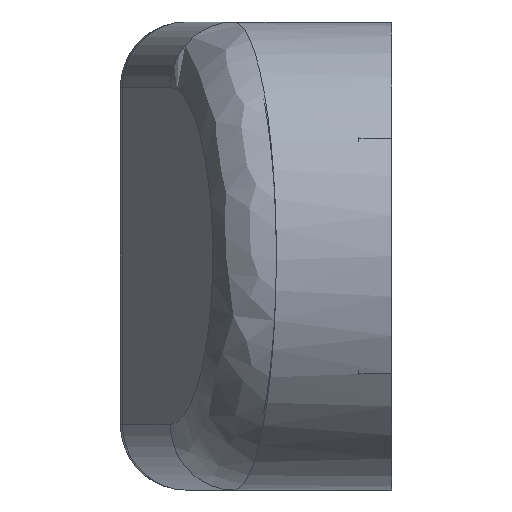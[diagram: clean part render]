
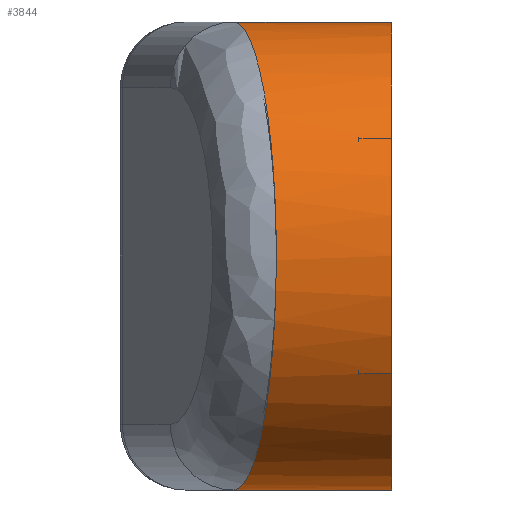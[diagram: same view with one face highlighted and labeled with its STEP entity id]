
A CAD part, left-side view. The second image highlights one B-rep face of the part: STEP entity #3844.
In plain terms, the highlighted cylindrical face has radius 35.7 mm (diameter 71.4 mm), a partial arc.
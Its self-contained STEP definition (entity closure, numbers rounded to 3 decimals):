
#5=DIRECTION('',(0.,1.,0.));
#6=VECTOR('',#5,24.083);
#7=CARTESIAN_POINT('',(-299.3,-20.7,-35.7));
#8=LINE('',#7,#6);
#84=CARTESIAN_POINT('',(-299.3,-20.7,0.));
#85=DIRECTION('',(0.,1.,0.));
#86=DIRECTION('',(0.,0.,-1.));
#87=AXIS2_PLACEMENT_3D('',#84,#85,#86);
#606=CARTESIAN_POINT('',(-299.3,3.383,35.7));
#607=CARTESIAN_POINT('',(-301.861,2.918,35.7));
#608=CARTESIAN_POINT('',(-306.936,1.997,35.143));
#609=CARTESIAN_POINT('',(-314.017,0.713,32.808));
#610=CARTESIAN_POINT('',(-320.495,-0.462,
29.049));
#611=CARTESIAN_POINT('',(-326.017,-1.463,24.062));
#612=CARTESIAN_POINT('',(-330.386,-2.256,18.066));
#613=CARTESIAN_POINT('',(-333.425,-2.807,11.319));
#614=CARTESIAN_POINT('',(-335.019,-3.096,4.097));
#615=CARTESIAN_POINT('',(-335.103,-3.111,
-3.306));
#616=CARTESIAN_POINT('',(-333.661,-2.85,
-10.588));
#617=CARTESIAN_POINT('',(-330.746,-2.321,
-17.441));
#618=CARTESIAN_POINT('',(-326.447,-1.541,
-23.581));
#619=CARTESIAN_POINT('',(-320.988,-0.551,
-28.687));
#620=CARTESIAN_POINT('',(-314.449,0.635,
-32.631));
#621=CARTESIAN_POINT('',(-307.085,1.97,-35.13));
#622=CARTESIAN_POINT('',(-301.905,2.91,-35.7));
#623=CARTESIAN_POINT('',(-299.3,3.383,-35.7));
#775=DIRECTION('',(0.,-1.,0.));
#776=VECTOR('',#775,24.083);
#777=CARTESIAN_POINT('',(-299.3,3.383,35.7));
#778=LINE('',#777,#776);
#2625=CARTESIAN_POINT('',(-299.3,-20.7,-35.7));
#2626=CARTESIAN_POINT('',(-299.3,-20.7,35.7));
#2627=VERTEX_POINT('',#2625);
#2628=VERTEX_POINT('',#2626);
#2633=VERTEX_POINT('',#606);
#2634=VERTEX_POINT('',#623);
#3831=CARTESIAN_POINT('',(-299.3,74.669,0.));
#3832=DIRECTION('',(0.,-1.,0.));
#3833=DIRECTION('',(0.,0.,1.));
#3834=AXIS2_PLACEMENT_3D('',#3831,#3832,#3833);
#3835=CYLINDRICAL_SURFACE('',#3834,35.7);
#3837=ORIENTED_EDGE('',*,*,#3836,.F.);
#3839=ORIENTED_EDGE('',*,*,#3838,.T.);
#3840=ORIENTED_EDGE('',*,*,#3548,.F.);
#3841=ORIENTED_EDGE('',*,*,#3364,.T.);
#3842=EDGE_LOOP('',(#3837,#3839,#3840,#3841));
#3843=FACE_OUTER_BOUND('',#3842,.F.);
#3844=ADVANCED_FACE('',(#3843),#3835,.T.);
#88=CIRCLE('',#87,35.7);
#624=B_SPLINE_CURVE_WITH_KNOTS('',3,(#606,#607,#608,#609,#610,#611,#612,#613,
#614,#615,#616,#617,#618,#619,#620,#621,#622,#623),.UNSPECIFIED.,.F.,.F.,(4,1,1,
1,1,1,1,1,1,1,1,1,1,1,1,4),(0.,0.067,0.133,0.2,
0.267,0.333,0.4,0.467,0.533,
0.6,0.667,0.733,0.8,0.867,
0.933,1.),.UNSPECIFIED.);
#3364=EDGE_CURVE('',#2627,#2634,#8,.T.);
#3548=EDGE_CURVE('',#2627,#2628,#88,.T.);
#3836=EDGE_CURVE('',#2633,#2634,#624,.T.);
#3838=EDGE_CURVE('',#2633,#2628,#778,.T.);
